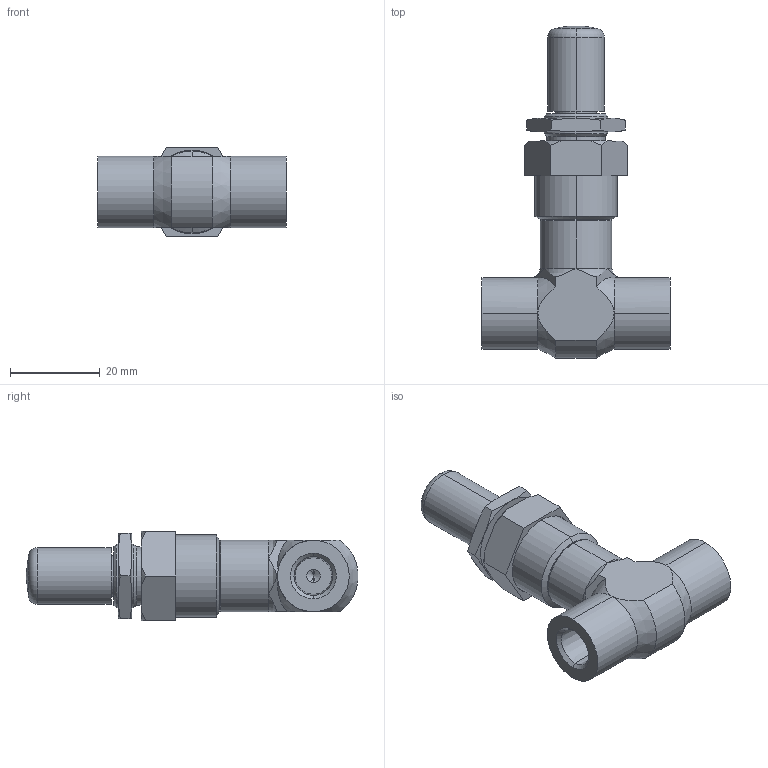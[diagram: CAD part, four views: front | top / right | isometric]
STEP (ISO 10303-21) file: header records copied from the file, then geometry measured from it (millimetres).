
FILE_DESCRIPTION(('FreeCAD Model'),'2;1');
FILE_NAME('Open CASCADE Shape Model','2025-11-13T15:31:22',('Author'),( ''),'Open CASCADE STEP processor 7.8','FreeCAD','Unknown');
FILE_SCHEMA(('AUTOMOTIVE_DESIGN { 1 0 10303 214 1 1 1 1 }'));
Length unit declared in the file: millimetre
Products named in the file (1): MVN2-2-F-2N-S
Bounding box: 42 x 74.16 x 19.92 mm (x, y, z)
Volume: 18956.1 mm3; surface area: 9866.9 mm2
Topology: 3 solids, 3 shells, 205 faces, 1316 edges, 3760 vertices
Faces by surface type: cone 70, cylinder 55, plane 48, torus 22, bspline 8, sphere 2
Entity records: 18159 total; most frequent: CARTESIAN_POINT 6955, DIRECTION 2118, GEOMETRIC_CURVE_SET 877, ORIENTED_EDGE 872, TRIMMED_CURVE 872, AXIS2_PLACEMENT_3D 861, CIRCLE 663, EDGE_CURVE 436
